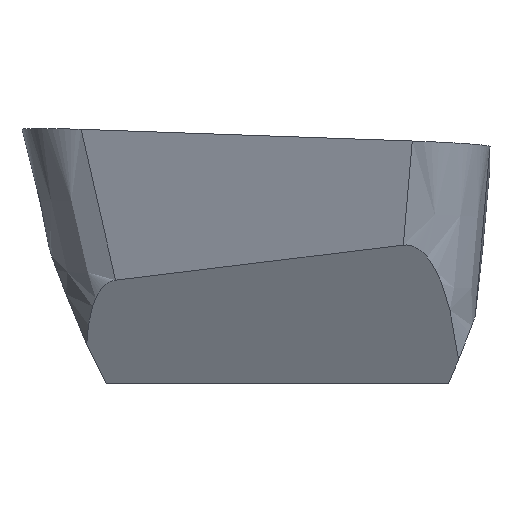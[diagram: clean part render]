
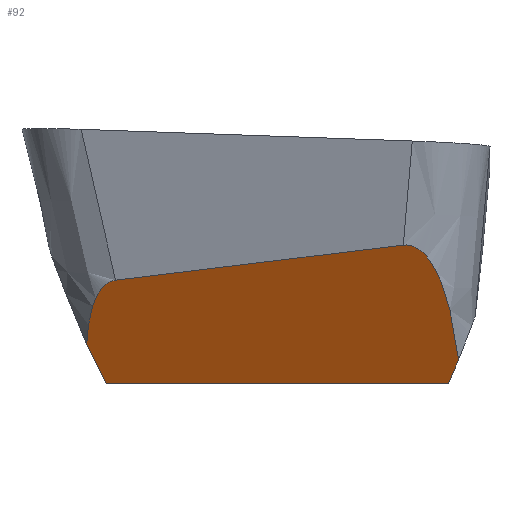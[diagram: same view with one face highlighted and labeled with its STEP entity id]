
A CAD part, left-side view. The second image highlights one B-rep face of the part: STEP entity #92.
In plain terms, the highlighted planar face has unit normal (-0.89, 0.095, -0.446).
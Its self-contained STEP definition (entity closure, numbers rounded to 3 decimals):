
#63=FACE_OUTER_BOUND('',#153,.T.);
#92=ADVANCED_FACE('',(#63),#117,.T.);
#117=PLANE('',#606);
#153=EDGE_LOOP('',(#277,#278,#279,#280,#281,#282));
#176=LINE('',#829,#204);
#178=LINE('',#837,#206);
#187=LINE('',#1102,#215);
#188=LINE('',#1124,#216);
#204=VECTOR('',#637,1.);
#206=VECTOR('',#645,1.);
#215=VECTOR('',#678,1.);
#216=VECTOR('',#681,1.);
#277=ORIENTED_EDGE('',*,*,#421,.T.);
#278=ORIENTED_EDGE('',*,*,#452,.F.);
#279=ORIENTED_EDGE('',*,*,#453,.F.);
#280=ORIENTED_EDGE('',*,*,#454,.T.);
#281=ORIENTED_EDGE('',*,*,#455,.T.);
#282=ORIENTED_EDGE('',*,*,#425,.T.);
#377=VERTEX_POINT('',#828);
#378=VERTEX_POINT('',#830);
#381=VERTEX_POINT('',#838);
#401=VERTEX_POINT('',#1101);
#402=VERTEX_POINT('',#1123);
#403=VERTEX_POINT('',#1125);
#421=EDGE_CURVE('',#378,#377,#176,.T.);
#425=EDGE_CURVE('',#381,#378,#178,.T.);
#452=EDGE_CURVE('',#401,#377,#187,.T.);
#453=EDGE_CURVE('',#402,#401,#535,.T.);
#454=EDGE_CURVE('',#402,#403,#188,.T.);
#455=EDGE_CURVE('',#403,#381,#536,.T.);
#535=B_SPLINE_CURVE_WITH_KNOTS('',3,(#1104,#1105,#1106,#1107,#1108,#1109,
#1110,#1111,#1112,#1113,#1114,#1115,#1116,#1117,#1118,#1119,#1120,#1121,
#1122),.UNSPECIFIED.,.F.,.F.,(4,3,3,3,3,3,4),(0.,0.043,0.086,
0.151,0.273,0.671,1.),.UNSPECIFIED.);
#536=B_SPLINE_CURVE_WITH_KNOTS('',3,(#1126,#1127,#1128,#1129,#1130,#1131,
#1132,#1133,#1134,#1135,#1136,#1137,#1138,#1139,#1140,#1141),
 .UNSPECIFIED.,.F.,.F.,(4,3,3,3,3,4),(0.,0.082,0.164,
0.316,0.732,1.),.UNSPECIFIED.);
#606=AXIS2_PLACEMENT_3D('',#1142,#682,#683);
#637=DIRECTION('',(-0.106,-0.994,0.));
#645=DIRECTION('',(0.373,-0.412,-0.831));
#678=DIRECTION('',(0.449,0.35,-0.822));
#681=DIRECTION('',(0.164,0.979,-0.12));
#682=DIRECTION('',(-0.89,0.095,-0.446));
#683=DIRECTION('',(-0.444,0.047,0.895));
#828=CARTESIAN_POINT('',(-3.113,-1.912,-3.));
#829=CARTESIAN_POINT('',(-2.687,2.089,-3.));
#830=CARTESIAN_POINT('',(-2.687,2.089,-3.));
#837=CARTESIAN_POINT('',(-2.892,2.315,-2.544));
#838=CARTESIAN_POINT('',(-2.892,2.315,-2.544));
#1101=CARTESIAN_POINT('',(-3.264,-2.03,-2.723));
#1102=CARTESIAN_POINT('',(-3.264,-2.03,-2.723));
#1104=CARTESIAN_POINT('',(-3.867,-1.384,-1.382));
#1105=CARTESIAN_POINT('',(-3.871,-1.408,-1.379));
#1106=CARTESIAN_POINT('',(-3.874,-1.434,-1.38));
#1107=CARTESIAN_POINT('',(-3.874,-1.458,-1.385));
#1108=CARTESIAN_POINT('',(-3.874,-1.483,-1.39));
#1109=CARTESIAN_POINT('',(-3.872,-1.507,-1.398));
#1110=CARTESIAN_POINT('',(-3.869,-1.529,-1.41));
#1111=CARTESIAN_POINT('',(-3.864,-1.562,-1.427));
#1112=CARTESIAN_POINT('',(-3.856,-1.592,-1.449));
#1113=CARTESIAN_POINT('',(-3.846,-1.618,-1.474));
#1114=CARTESIAN_POINT('',(-3.828,-1.666,-1.521));
#1115=CARTESIAN_POINT('',(-3.805,-1.705,-1.576));
#1116=CARTESIAN_POINT('',(-3.78,-1.738,-1.632));
#1117=CARTESIAN_POINT('',(-3.699,-1.845,-1.815));
#1118=CARTESIAN_POINT('',(-3.603,-1.902,-2.019));
#1119=CARTESIAN_POINT('',(-3.507,-1.947,-2.22));
#1120=CARTESIAN_POINT('',(-3.428,-1.985,-2.386));
#1121=CARTESIAN_POINT('',(-3.346,-2.011,-2.555));
#1122=CARTESIAN_POINT('',(-3.264,-2.03,-2.723));
#1123=CARTESIAN_POINT('',(-3.867,-1.384,-1.382));
#1124=CARTESIAN_POINT('',(-3.867,-1.384,-1.382));
#1125=CARTESIAN_POINT('',(-3.304,1.977,-1.793));
#1126=CARTESIAN_POINT('',(-3.304,1.977,-1.793));
#1127=CARTESIAN_POINT('',(-3.3,2.003,-1.796));
#1128=CARTESIAN_POINT('',(-3.293,2.029,-1.804));
#1129=CARTESIAN_POINT('',(-3.285,2.052,-1.816));
#1130=CARTESIAN_POINT('',(-3.276,2.074,-1.827));
#1131=CARTESIAN_POINT('',(-3.267,2.094,-1.842));
#1132=CARTESIAN_POINT('',(-3.256,2.112,-1.859));
#1133=CARTESIAN_POINT('',(-3.237,2.145,-1.89));
#1134=CARTESIAN_POINT('',(-3.215,2.171,-1.928));
#1135=CARTESIAN_POINT('',(-3.194,2.192,-1.967));
#1136=CARTESIAN_POINT('',(-3.134,2.249,-2.074));
#1137=CARTESIAN_POINT('',(-3.071,2.275,-2.193));
#1138=CARTESIAN_POINT('',(-3.01,2.293,-2.312));
#1139=CARTESIAN_POINT('',(-2.97,2.304,-2.388));
#1140=CARTESIAN_POINT('',(-2.931,2.311,-2.466));
#1141=CARTESIAN_POINT('',(-2.892,2.315,-2.544));
#1142=CARTESIAN_POINT('',(-3.297,0.166,-2.19));
